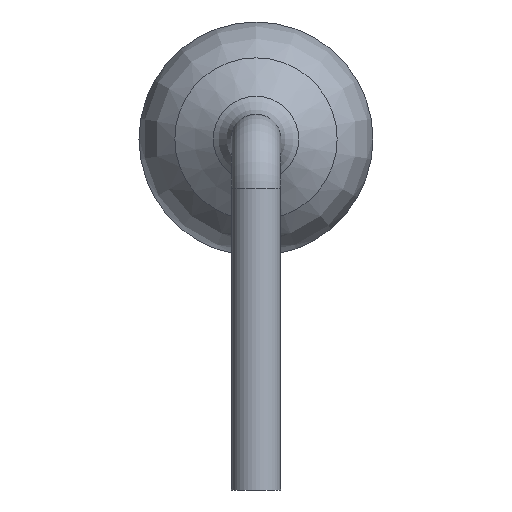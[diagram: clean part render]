
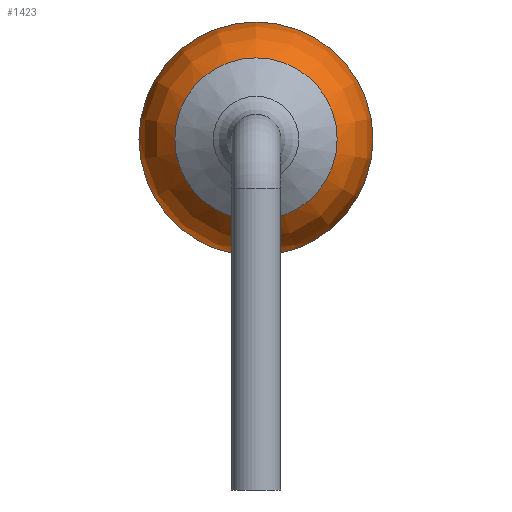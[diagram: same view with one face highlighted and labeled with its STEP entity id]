
A CAD part, left-side view. The second image highlights one B-rep face of the part: STEP entity #1423.
In plain terms, the highlighted face is a revolution surface.
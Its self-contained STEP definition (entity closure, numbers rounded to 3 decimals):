
#1350 = CYLINDRICAL_SURFACE('',#1351,1.3);
#1351 = AXIS2_PLACEMENT_3D('',#1352,#1353,#1354);
#1352 = CARTESIAN_POINT('',(2.901,0.,1.4));
#1353 = DIRECTION('',(1.,0.,0.));
#1354 = DIRECTION('',(0.,0.,-1.));
#1368 = VERTEX_POINT('',#1369);
#1369 = CARTESIAN_POINT('',(2.901,0.,0.1));
#1389 = EDGE_CURVE('',#1368,#1368,#1390,.T.);
#1390 = SURFACE_CURVE('',#1391,(#1396,#1403),.PCURVE_S1.);
#1391 = CIRCLE('',#1392,1.3);
#1392 = AXIS2_PLACEMENT_3D('',#1393,#1394,#1395);
#1393 = CARTESIAN_POINT('',(2.901,0.,1.4));
#1394 = DIRECTION('',(1.,0.,0.));
#1395 = DIRECTION('',(0.,0.,-1.));
#1396 = PCURVE('',#1350,#1397);
#1397 = DEFINITIONAL_REPRESENTATION('',(#1398),#1402);
#1398 = LINE('',#1399,#1400);
#1399 = CARTESIAN_POINT('',(0.,0.));
#1400 = VECTOR('',#1401,1.);
#1401 = DIRECTION('',(1.,0.));
#1402 = ( GEOMETRIC_REPRESENTATION_CONTEXT(2) 
PARAMETRIC_REPRESENTATION_CONTEXT() REPRESENTATION_CONTEXT('2D SPACE',''
  ) );
#1403 = PCURVE('',#1404,#1416);
#1404 = SURFACE_OF_REVOLUTION('',#1405,#1413);
#1405 = B_SPLINE_CURVE_WITH_KNOTS('',6,(#1406,#1407,#1408,#1409,#1410,
    #1411,#1412),.UNSPECIFIED.,.F.,.F.,(7,7),(5.358,
    6.283),.PIECEWISE_BEZIER_KNOTS.);
#1406 = CARTESIAN_POINT('',(2.102,0.,0.498));
#1407 = CARTESIAN_POINT('',(2.195,0.,0.375));
#1408 = CARTESIAN_POINT('',(2.311,0.,0.269));
#1409 = CARTESIAN_POINT('',(2.445,0.,0.186));
#1410 = CARTESIAN_POINT('',(2.593,0.,0.129));
#1411 = CARTESIAN_POINT('',(2.747,0.,0.1));
#1412 = CARTESIAN_POINT('',(2.901,0.,0.1));
#1413 = AXIS1_PLACEMENT('',#1414,#1415);
#1414 = CARTESIAN_POINT('',(2.901,0.,1.4));
#1415 = DIRECTION('',(1.,0.,0.));
#1416 = DEFINITIONAL_REPRESENTATION('',(#1417),#1421);
#1417 = LINE('',#1418,#1419);
#1418 = CARTESIAN_POINT('',(0.,6.283));
#1419 = VECTOR('',#1420,1.);
#1420 = DIRECTION('',(1.,0.));
#1421 = ( GEOMETRIC_REPRESENTATION_CONTEXT(2) 
PARAMETRIC_REPRESENTATION_CONTEXT() REPRESENTATION_CONTEXT('2D SPACE',''
  ) );
#1423 = ADVANCED_FACE('',(#1424),#1404,.T.);
#1424 = FACE_BOUND('',#1425,.T.);
#1425 = EDGE_LOOP('',(#1426,#1427,#1453,#1480));
#1426 = ORIENTED_EDGE('',*,*,#1389,.F.);
#1427 = ORIENTED_EDGE('',*,*,#1428,.F.);
#1428 = EDGE_CURVE('',#1429,#1368,#1431,.T.);
#1429 = VERTEX_POINT('',#1430);
#1430 = CARTESIAN_POINT('',(2.102,0.,0.498));
#1431 = SEAM_CURVE('',#1432,(#1439,#1446),.PCURVE_S1.);
#1432 = B_SPLINE_CURVE_WITH_KNOTS('',5,(#1433,#1434,#1435,#1436,#1437,
    #1438),.UNSPECIFIED.,.F.,.F.,(6,6),(-0.925,0.),
  .PIECEWISE_BEZIER_KNOTS.);
#1433 = CARTESIAN_POINT('',(2.102,0.,
    0.498));
#1434 = CARTESIAN_POINT('',(2.214,0.,
    0.35));
#1435 = CARTESIAN_POINT('',(2.359,0.,
    0.228));
#1436 = CARTESIAN_POINT('',(2.531,0.,
    0.143));
#1437 = CARTESIAN_POINT('',(2.716,0.,0.1));
#1438 = CARTESIAN_POINT('',(2.901,0.,0.1));
#1439 = PCURVE('',#1404,#1440);
#1440 = DEFINITIONAL_REPRESENTATION('',(#1441),#1445);
#1441 = LINE('',#1442,#1443);
#1442 = CARTESIAN_POINT('',(0.,6.283));
#1443 = VECTOR('',#1444,1.);
#1444 = DIRECTION('',(0.,1.));
#1445 = ( GEOMETRIC_REPRESENTATION_CONTEXT(2) 
PARAMETRIC_REPRESENTATION_CONTEXT() REPRESENTATION_CONTEXT('2D SPACE',''
  ) );
#1446 = PCURVE('',#1404,#1447);
#1447 = DEFINITIONAL_REPRESENTATION('',(#1448),#1452);
#1448 = LINE('',#1449,#1450);
#1449 = CARTESIAN_POINT('',(6.283,6.283));
#1450 = VECTOR('',#1451,1.);
#1451 = DIRECTION('',(0.,1.));
#1452 = ( GEOMETRIC_REPRESENTATION_CONTEXT(2) 
PARAMETRIC_REPRESENTATION_CONTEXT() REPRESENTATION_CONTEXT('2D SPACE',''
  ) );
#1453 = ORIENTED_EDGE('',*,*,#1454,.T.);
#1454 = EDGE_CURVE('',#1429,#1429,#1455,.T.);
#1455 = SURFACE_CURVE('',#1456,(#1461,#1468),.PCURVE_S1.);
#1456 = CIRCLE('',#1457,0.902);
#1457 = AXIS2_PLACEMENT_3D('',#1458,#1459,#1460);
#1458 = CARTESIAN_POINT('',(2.102,0.,1.4));
#1459 = DIRECTION('',(1.,0.,0.));
#1460 = DIRECTION('',(0.,0.,-1.));
#1461 = PCURVE('',#1404,#1462);
#1462 = DEFINITIONAL_REPRESENTATION('',(#1463),#1467);
#1463 = LINE('',#1464,#1465);
#1464 = CARTESIAN_POINT('',(0.,5.358));
#1465 = VECTOR('',#1466,1.);
#1466 = DIRECTION('',(1.,0.));
#1467 = ( GEOMETRIC_REPRESENTATION_CONTEXT(2) 
PARAMETRIC_REPRESENTATION_CONTEXT() REPRESENTATION_CONTEXT('2D SPACE',''
  ) );
#1468 = PCURVE('',#1469,#1474);
#1469 = CONICAL_SURFACE('',#1470,0.688,0.925);
#1470 = AXIS2_PLACEMENT_3D('',#1471,#1472,#1473);
#1471 = CARTESIAN_POINT('',(1.941,0.,1.4));
#1472 = DIRECTION('',(1.,0.,0.));
#1473 = DIRECTION('',(0.,0.,-1.));
#1474 = DEFINITIONAL_REPRESENTATION('',(#1475),#1479);
#1475 = LINE('',#1476,#1477);
#1476 = CARTESIAN_POINT('',(0.,0.161));
#1477 = VECTOR('',#1478,1.);
#1478 = DIRECTION('',(1.,0.));
#1479 = ( GEOMETRIC_REPRESENTATION_CONTEXT(2) 
PARAMETRIC_REPRESENTATION_CONTEXT() REPRESENTATION_CONTEXT('2D SPACE',''
  ) );
#1480 = ORIENTED_EDGE('',*,*,#1428,.T.);
